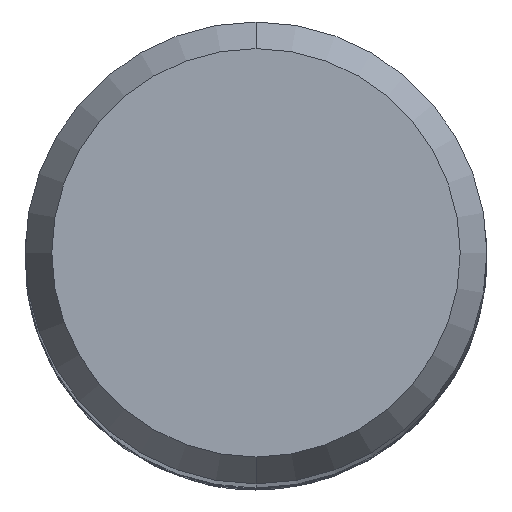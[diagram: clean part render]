
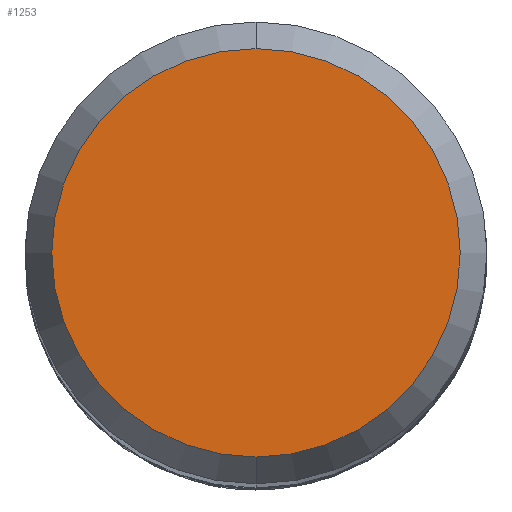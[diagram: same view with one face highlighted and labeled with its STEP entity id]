
A CAD part, top view. The second image highlights one B-rep face of the part: STEP entity #1253.
In plain terms, the highlighted planar face has unit normal (0, 0, 1).
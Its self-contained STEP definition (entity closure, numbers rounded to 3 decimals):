
#1253=ADVANCED_FACE('',(#2714),#2715,.T.);
#1281=EDGE_CURVE('',#1799,#1767,#2747,.T.);
#1713=EDGE_CURVE('',#1767,#1799,#3219,.T.);
#1767=VERTEX_POINT('',#3276);
#1799=VERTEX_POINT('',#3311);
#2714=FACE_OUTER_BOUND('',#10522,.T.);
#2715=PLANE('',#10523);
#2747=CIRCLE('',#11317,3.538);
#3219=CIRCLE('',#16357,3.538);
#3276=CARTESIAN_POINT('',(0.0,3.538,0.0));
#3311=CARTESIAN_POINT('',(0.,-3.538,0.0));
#10522=EDGE_LOOP('',(#21556,#21557));
#10523=AXIS2_PLACEMENT_3D('',#21558,#21559,#21560);
#11317=AXIS2_PLACEMENT_3D('',#21607,#21608,#21609);
#16357=AXIS2_PLACEMENT_3D('',#22077,#22078,#22079);
#21556=ORIENTED_EDGE('',*,*,#1713,.F.);
#21557=ORIENTED_EDGE('',*,*,#1281,.F.);
#21558=CARTESIAN_POINT('',(0.0,1.769,0.0));
#21559=DIRECTION('',(-0.0,0.0,1.0));
#21560=DIRECTION('',(0.0,-1.0,0.0));
#21607=CARTESIAN_POINT('',(0.0,0.0,0.0));
#21608=DIRECTION('',(0.0,0.0,-1.0));
#21609=DIRECTION('',(0.0,1.0,0.0));
#22077=CARTESIAN_POINT('',(0.0,0.0,0.0));
#22078=DIRECTION('',(0.0,0.0,-1.0));
#22079=DIRECTION('',(0.0,1.0,0.0));
